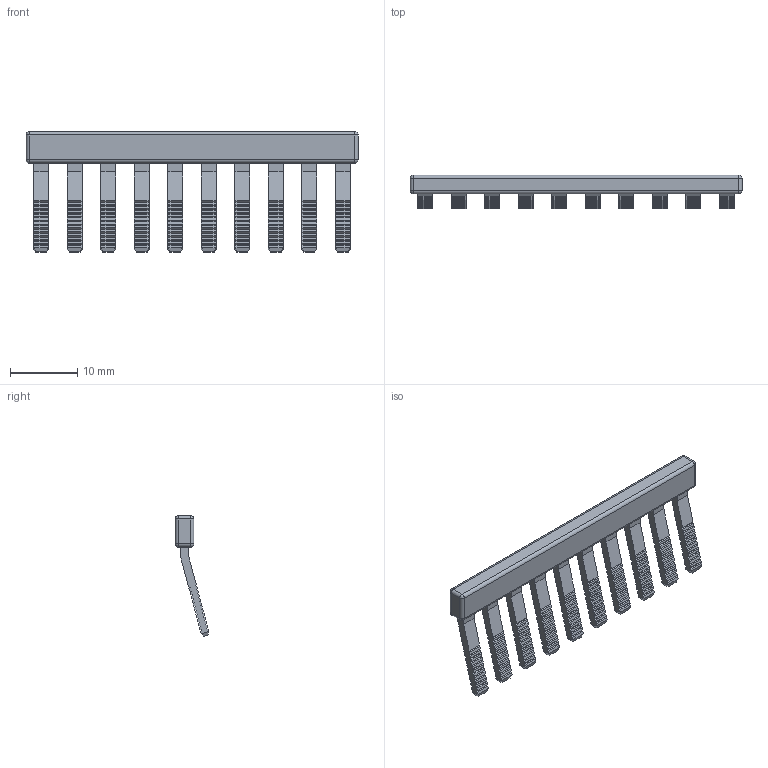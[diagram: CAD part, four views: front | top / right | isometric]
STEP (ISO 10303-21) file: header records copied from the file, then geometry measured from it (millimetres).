
FILE_DESCRIPTION (( 'STEP AP203' ), '1' );
FILE_NAME ('YCT10-00-K03-002-EC-10P Ïåðåìû÷êà ãðåáåí÷àòàÿ äëÿ êîëîäêè êëåììíîé CTS 2,5ìì2 10PIN IEK.STEP', '2025-03-17T11:27:08', ( '' ), ( '' ), 'SwSTEP 2.0', 'SolidWorks 2022', '' );
FILE_SCHEMA (( 'CONFIG_CONTROL_DESIGN' ));
Length unit declared in the file: millimetre
Products named in the file (2): YCT10-00-K03-002-EC-10P Перемычка гребенчатая для колодки клеммной CTS 2,5мм2 10PIN IEK; CTS2.5UN_10 WAY INSULATION_0.stp
Assembly tree (1 placements, depth 2):
  YCT10-00-K03-002-EC-10P Перемычка гребенчатая для колодки клеммной CTS 2,5мм2 10PIN IEK
    CTS2.5UN_10 WAY INSULATION_0.stp
Bounding box: 49.5 x 5.02 x 18 mm (x, y, z)
Volume: 980.4 mm3; surface area: 1735.6 mm2
Topology: 1 solids, 1 shells, 1096 faces, 3196 edges, 2104 vertices
Faces by surface type: plane 836, cylinder 252, sphere 8
Entity records: 36020 total; most frequent: CARTESIAN_POINT 6392, ORIENTED_EDGE 6376, DIRECTION 5892, EDGE_CURVE 3188, LINE 2684, VECTOR 2684, VERTEX_POINT 2104, AXIS2_PLACEMENT_3D 1604
